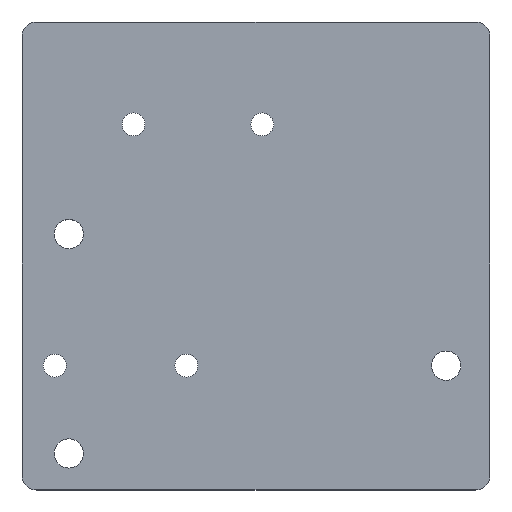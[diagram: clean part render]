
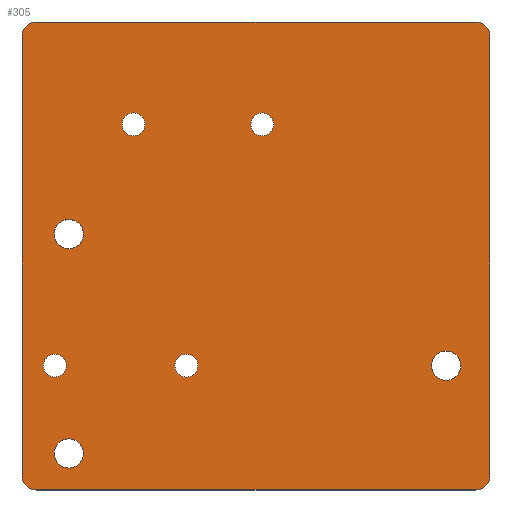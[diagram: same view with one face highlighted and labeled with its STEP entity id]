
A CAD part, top view. The second image highlights one B-rep face of the part: STEP entity #305.
In plain terms, the highlighted planar face has unit normal (0, 0, 1).
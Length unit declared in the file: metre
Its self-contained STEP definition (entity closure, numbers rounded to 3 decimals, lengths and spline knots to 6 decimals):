
#13=PLANE('',#337);
#22=LINE('',#483,#38);
#23=LINE('',#487,#39);
#24=LINE('',#491,#40);
#25=LINE('',#495,#41);
#38=VECTOR('',#386,1.);
#39=VECTOR('',#391,1.);
#40=VECTOR('',#394,1.);
#41=VECTOR('',#397,1.);
#58=ORIENTED_EDGE('',*,*,#126,.F.);
#59=ORIENTED_EDGE('',*,*,#132,.T.);
#60=ORIENTED_EDGE('',*,*,#133,.F.);
#61=ORIENTED_EDGE('',*,*,#134,.T.);
#62=ORIENTED_EDGE('',*,*,#135,.F.);
#63=ORIENTED_EDGE('',*,*,#136,.T.);
#64=ORIENTED_EDGE('',*,*,#137,.F.);
#65=ORIENTED_EDGE('',*,*,#138,.T.);
#66=ORIENTED_EDGE('',*,*,#139,.T.);
#67=ORIENTED_EDGE('',*,*,#140,.T.);
#68=ORIENTED_EDGE('',*,*,#141,.T.);
#69=ORIENTED_EDGE('',*,*,#142,.T.);
#70=ORIENTED_EDGE('',*,*,#143,.T.);
#71=ORIENTED_EDGE('',*,*,#144,.T.);
#72=ORIENTED_EDGE('',*,*,#145,.T.);
#126=EDGE_CURVE('',#164,#165,#194,.T.);
#132=EDGE_CURVE('',#164,#169,#22,.T.);
#133=EDGE_CURVE('',#170,#169,#196,.T.);
#134=EDGE_CURVE('',#170,#171,#23,.T.);
#135=EDGE_CURVE('',#172,#171,#197,.T.);
#136=EDGE_CURVE('',#172,#173,#24,.T.);
#137=EDGE_CURVE('',#174,#173,#198,.T.);
#138=EDGE_CURVE('',#174,#165,#25,.T.);
#139=EDGE_CURVE('',#175,#175,#199,.T.);
#140=EDGE_CURVE('',#176,#176,#200,.T.);
#141=EDGE_CURVE('',#177,#177,#201,.T.);
#142=EDGE_CURVE('',#178,#178,#202,.T.);
#143=EDGE_CURVE('',#179,#179,#203,.T.);
#144=EDGE_CURVE('',#180,#180,#204,.T.);
#145=EDGE_CURVE('',#181,#181,#205,.T.);
#164=VERTEX_POINT('',#471);
#165=VERTEX_POINT('',#472);
#169=VERTEX_POINT('',#482);
#170=VERTEX_POINT('',#486);
#171=VERTEX_POINT('',#488);
#172=VERTEX_POINT('',#490);
#173=VERTEX_POINT('',#492);
#174=VERTEX_POINT('',#494);
#175=VERTEX_POINT('',#497);
#176=VERTEX_POINT('',#499);
#177=VERTEX_POINT('',#501);
#178=VERTEX_POINT('',#503);
#179=VERTEX_POINT('',#505);
#180=VERTEX_POINT('',#507);
#181=VERTEX_POINT('',#509);
#194=CIRCLE('',#334,0.00635);
#196=CIRCLE('',#338,0.00635);
#197=CIRCLE('',#339,0.00635);
#198=CIRCLE('',#340,0.00635);
#199=CIRCLE('',#341,0.00635);
#200=CIRCLE('',#342,0.00635);
#201=CIRCLE('',#343,0.00635);
#202=CIRCLE('',#344,0.004953);
#203=CIRCLE('',#345,0.004953);
#204=CIRCLE('',#346,0.004953);
#205=CIRCLE('',#347,0.004953);
#218=EDGE_LOOP('',(#58,#59,#60,#61,#62,#63,#64,#65));
#219=EDGE_LOOP('',(#66));
#220=EDGE_LOOP('',(#67));
#221=EDGE_LOOP('',(#68));
#222=EDGE_LOOP('',(#69));
#223=EDGE_LOOP('',(#70));
#224=EDGE_LOOP('',(#71));
#225=EDGE_LOOP('',(#72));
#256=FACE_BOUND('',#218,.T.);
#257=FACE_BOUND('',#219,.T.);
#258=FACE_BOUND('',#220,.T.);
#259=FACE_BOUND('',#221,.T.);
#260=FACE_BOUND('',#222,.T.);
#261=FACE_BOUND('',#223,.T.);
#262=FACE_BOUND('',#224,.T.);
#263=FACE_BOUND('',#225,.T.);
#305=ADVANCED_FACE('',(#256,#257,#258,#259,#260,#261,#262,#263),#13,.T.);
#334=AXIS2_PLACEMENT_3D('',#470,#376,#377);
#337=AXIS2_PLACEMENT_3D('',#484,#387,#388);
#338=AXIS2_PLACEMENT_3D('',#485,#389,#390);
#339=AXIS2_PLACEMENT_3D('',#489,#392,#393);
#340=AXIS2_PLACEMENT_3D('',#493,#395,#396);
#341=AXIS2_PLACEMENT_3D('',#496,#398,#399);
#342=AXIS2_PLACEMENT_3D('',#498,#400,#401);
#343=AXIS2_PLACEMENT_3D('',#500,#402,#403);
#344=AXIS2_PLACEMENT_3D('',#502,#404,#405);
#345=AXIS2_PLACEMENT_3D('',#504,#406,#407);
#346=AXIS2_PLACEMENT_3D('',#506,#408,#409);
#347=AXIS2_PLACEMENT_3D('',#508,#410,#411);
#376=DIRECTION('',(0.,0.,-1.));
#377=DIRECTION('',(-0.707,0.707,0.));
#386=DIRECTION('',(0.,-1.,0.));
#387=DIRECTION('',(0.,0.,1.));
#388=DIRECTION('',(0.,-1.,0.));
#389=DIRECTION('',(0.,0.,-1.));
#390=DIRECTION('',(-0.707,-0.707,0.));
#391=DIRECTION('',(1.,0.,0.));
#392=DIRECTION('',(0.,0.,-1.));
#393=DIRECTION('',(0.707,-0.707,0.));
#394=DIRECTION('',(0.,1.,0.));
#395=DIRECTION('',(0.,0.,-1.));
#396=DIRECTION('',(0.707,0.707,0.));
#397=DIRECTION('',(-1.,0.,0.));
#398=DIRECTION('',(0.,0.,-1.));
#399=DIRECTION('',(1.,0.,0.));
#400=DIRECTION('',(0.,0.,-1.));
#401=DIRECTION('',(1.,0.,0.));
#402=DIRECTION('',(0.,0.,-1.));
#403=DIRECTION('',(1.,0.,0.));
#404=DIRECTION('',(0.,0.,-1.));
#405=DIRECTION('',(1.,0.,0.));
#406=DIRECTION('',(0.,0.,-1.));
#407=DIRECTION('',(1.,0.,0.));
#408=DIRECTION('',(0.,0.,-1.));
#409=DIRECTION('',(1.,0.,0.));
#410=DIRECTION('',(0.,0.,-1.));
#411=DIRECTION('',(1.,0.,0.));
#470=CARTESIAN_POINT('',(-0.09525,0.09525,0.00635));
#471=CARTESIAN_POINT('',(-0.1016,0.09525,0.00635));
#472=CARTESIAN_POINT('',(-0.09525,0.1016,0.00635));
#482=CARTESIAN_POINT('',(-0.1016,-0.09525,0.00635));
#483=CARTESIAN_POINT('',(-0.1016,0.1016,0.00635));
#484=CARTESIAN_POINT('',(0.,0.,0.00635));
#485=CARTESIAN_POINT('',(-0.09525,-0.09525,0.00635));
#486=CARTESIAN_POINT('',(-0.09525,-0.1016,0.00635));
#487=CARTESIAN_POINT('',(-0.1016,-0.1016,0.00635));
#488=CARTESIAN_POINT('',(0.09525,-0.1016,0.00635));
#489=CARTESIAN_POINT('',(0.09525,-0.09525,0.00635));
#490=CARTESIAN_POINT('',(0.1016,-0.09525,0.00635));
#491=CARTESIAN_POINT('',(0.1016,-0.1016,0.00635));
#492=CARTESIAN_POINT('',(0.1016,0.09525,0.00635));
#493=CARTESIAN_POINT('',(0.09525,0.09525,0.00635));
#494=CARTESIAN_POINT('',(0.09525,0.1016,0.00635));
#495=CARTESIAN_POINT('',(0.1016,0.1016,0.00635));
#496=CARTESIAN_POINT('',(-0.08128,-0.085725,0.00635));
#497=CARTESIAN_POINT('',(-0.07493,-0.085725,0.00635));
#498=CARTESIAN_POINT('',(-0.08128,0.009525,0.00635));
#499=CARTESIAN_POINT('',(-0.07493,0.009525,0.00635));
#500=CARTESIAN_POINT('',(0.08255,-0.047625,0.00635));
#501=CARTESIAN_POINT('',(0.0889,-0.047625,0.00635));
#502=CARTESIAN_POINT('',(-0.053171,0.05715,0.00635));
#503=CARTESIAN_POINT('',(-0.048218,0.05715,0.00635));
#504=CARTESIAN_POINT('',(0.002709,0.05715,0.00635));
#505=CARTESIAN_POINT('',(0.007662,0.05715,0.00635));
#506=CARTESIAN_POINT('',(-0.087376,-0.047625,0.00635));
#507=CARTESIAN_POINT('',(-0.082423,-0.047625,0.00635));
#508=CARTESIAN_POINT('',(-0.030226,-0.047625,0.00635));
#509=CARTESIAN_POINT('',(-0.025273,-0.047625,0.00635));
